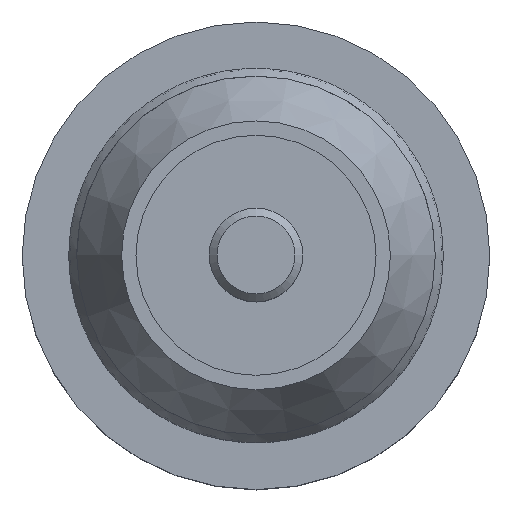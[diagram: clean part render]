
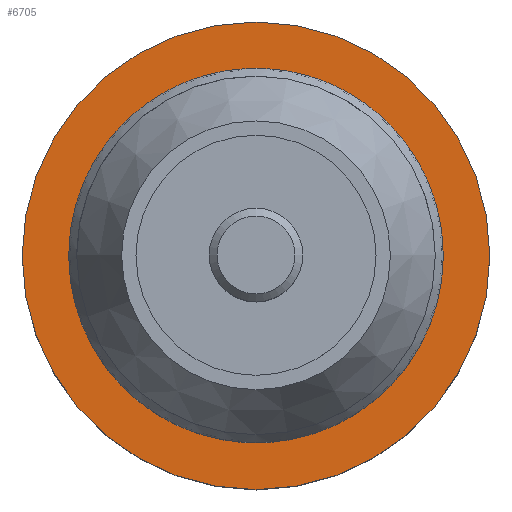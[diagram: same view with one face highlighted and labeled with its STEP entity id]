
A CAD part, top view. The second image highlights one B-rep face of the part: STEP entity #6705.
In plain terms, the highlighted planar face has unit normal (0, 0, 1).
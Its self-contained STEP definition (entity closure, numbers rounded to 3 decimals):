
#1048=PLANE('',#7017);
#1320=ORIENTED_EDGE('',*,*,#2693,.T.);
#1321=ORIENTED_EDGE('',*,*,#2694,.F.);
#2693=EDGE_CURVE('',#3385,#3385,#3819,.T.);
#2694=EDGE_CURVE('',#3386,#3386,#3820,.T.);
#3385=VERTEX_POINT('',#9003);
#3386=VERTEX_POINT('',#9005);
#3819=CIRCLE('',#7018,2.3);
#3820=CIRCLE('',#7019,3.);
#4008=EDGE_LOOP('',(#1320));
#4009=EDGE_LOOP('',(#1321));
#4322=FACE_BOUND('',#4008,.T.);
#4323=FACE_BOUND('',#4009,.T.);
#6705=ADVANCED_FACE('',(#4322,#4323),#1048,.F.);
#7017=AXIS2_PLACEMENT_3D('',#9001,#7535,#7536);
#7018=AXIS2_PLACEMENT_3D('',#9002,#7537,#7538);
#7019=AXIS2_PLACEMENT_3D('',#9004,#7539,#7540);
#7535=DIRECTION('',(0.,0.,-1.));
#7536=DIRECTION('',(-1.,0.,0.));
#7537=DIRECTION('',(0.,0.,-1.));
#7538=DIRECTION('',(0.,-1.,0.));
#7539=DIRECTION('',(0.,0.,-1.));
#7540=DIRECTION('',(1.,0.,0.));
#9001=CARTESIAN_POINT('',(0.,0.,2.5));
#9002=CARTESIAN_POINT('',(0.,0.,2.5));
#9003=CARTESIAN_POINT('',(0.,-2.3,2.5));
#9004=CARTESIAN_POINT('',(0.,0.,2.5));
#9005=CARTESIAN_POINT('',(3.,0.,2.5));
